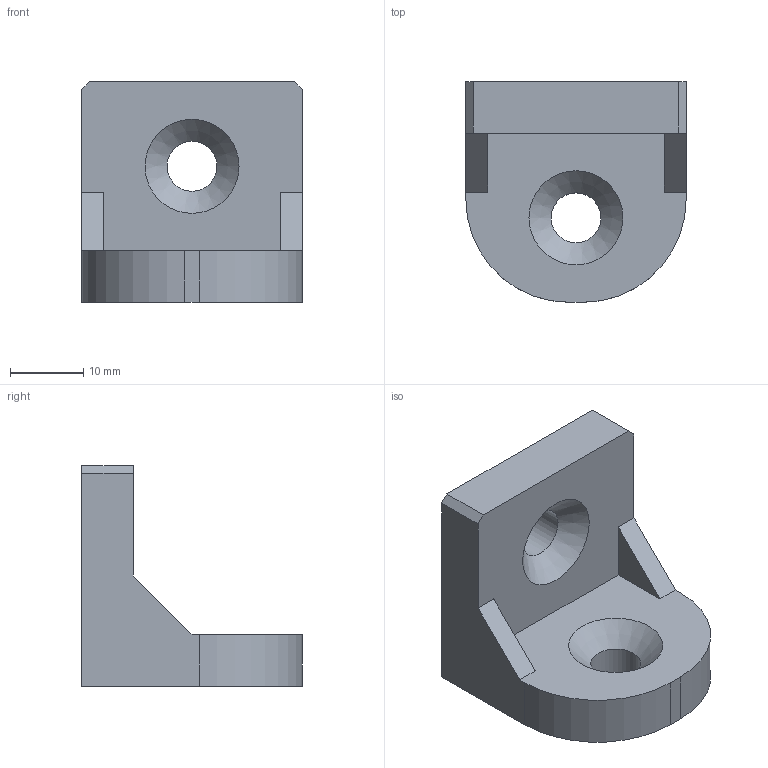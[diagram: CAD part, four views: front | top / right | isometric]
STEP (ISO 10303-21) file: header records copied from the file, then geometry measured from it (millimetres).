
FILE_DESCRIPTION(('FreeCAD Model'),'2;1');
FILE_NAME('Open CASCADE Shape Model','2025-12-02T01:00:51',('Author'),( ''),'Open CASCADE STEP processor 7.8','FreeCAD','Unknown');
FILE_SCHEMA(('AUTOMOTIVE_DESIGN { 1 0 10303 214 1 1 1 1 }'));
Length unit declared in the file: millimetre
Products named in the file (1): Body
Bounding box: 30 x 30 x 30 mm (x, y, z)
Volume: 9968.9 mm3; surface area: 4281.5 mm2
Topology: 1 solids, 1 shells, 20 faces, 56 edges, 38 vertices
Faces by surface type: plane 14, cylinder 4, cone 2
Full cylindrical faces by diameter (mm): 6.8 x2
Entity records: 680 total; most frequent: CARTESIAN_POINT 115, DIRECTION 112, ORIENTED_EDGE 112, EDGE_CURVE 56, LINE 42, VECTOR 42, VERTEX_POINT 38, AXIS2_PLACEMENT_3D 35
